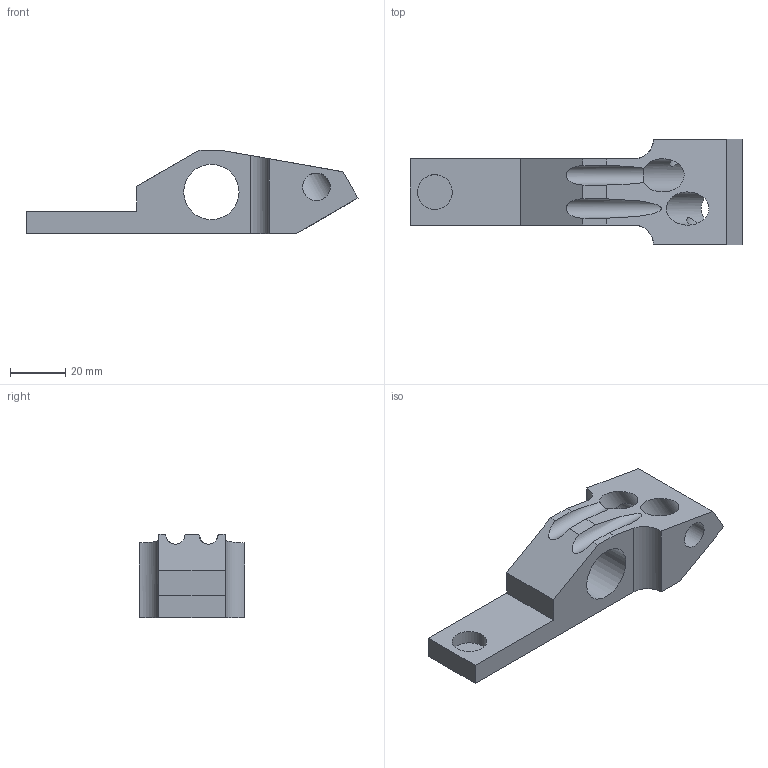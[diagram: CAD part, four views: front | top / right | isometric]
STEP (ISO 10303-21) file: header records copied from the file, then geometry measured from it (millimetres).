
FILE_DESCRIPTION(/* description */ (''),/* implementation_level */ '2;1');
FILE_NAME(/* name */ 'Part 068.stp',/* time_stamp */ '2015-02-23T19:00:02+02:00',/* author */ ('SFC'),/* organization */ (''),/* preprocessor_version */ 'ST-DEVELOPER v15.2',/* originating_system */ 'Autodesk Inventor 2014',/* authorisation */ '');
FILE_SCHEMA (('AUTOMOTIVE_DESIGN { 1 0 10303 214 3 1 1 }'));
Length unit declared in the file: millimetre
Products named in the file (1): Part 068
Bounding box: 120 x 38 x 30 mm (x, y, z)
Volume: 46482.7 mm3; surface area: 14774.8 mm2
Topology: 1 solids, 1 shells, 26 faces, 80 edges, 55 vertices
Faces by surface type: plane 16, cylinder 10
Full cylindrical faces by diameter (mm): 10 x2, 12 x2, 12.5 x1, 20 x1
Entity records: 964 total; most frequent: CARTESIAN_POINT 244, DIRECTION 135, ORIENTED_EDGE 134, EDGE_CURVE 67, VERTEX_POINT 49, AXIS2_PLACEMENT_3D 46, LINE 43, VECTOR 43
